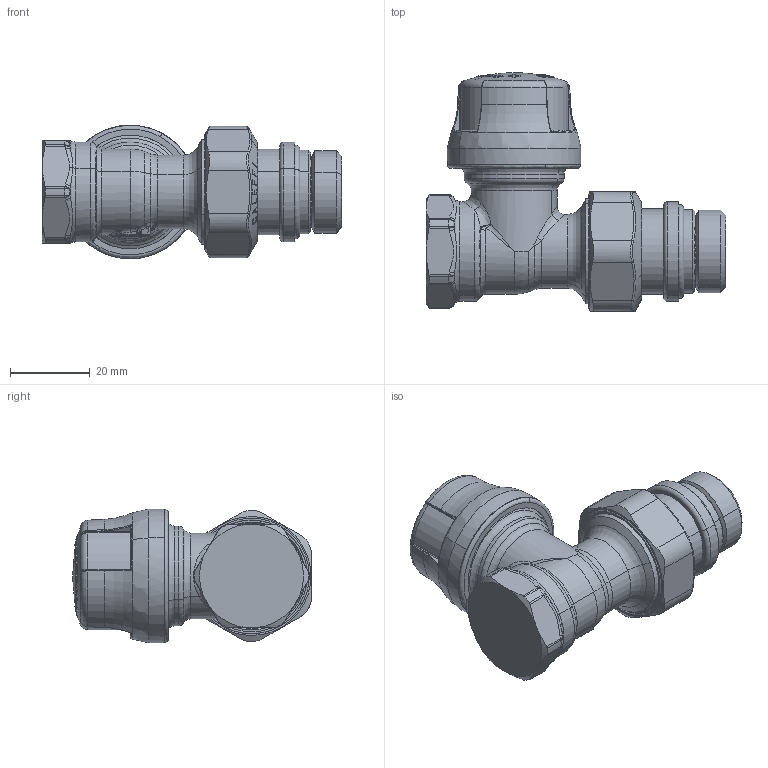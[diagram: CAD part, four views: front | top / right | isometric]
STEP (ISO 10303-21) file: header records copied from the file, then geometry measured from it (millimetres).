
FILE_DESCRIPTION(('CATIA V5 STEP Exchange','CAx-IF Rec.Pracs.--- Model Styling and Organization---1.4--- 2014-01-23','CAx-IF Rec.Pracs.---3D Tessellated Data Validation Properties---0.5---2014-09-14'),'2;1');
FILE_NAME('STEP_231402_-_TST.stp','2020-11-02T13:15:01+00:00',('none'),('none'),'CATIA Version 5-6 Release 2019 SP3','CATIA V5 STEP AP242 v1','none');
FILE_SCHEMA(('AP242_MANAGED_MODEL_BASED_3D_ENGINEERING_MIM_LF {1 0 10303 442 1 1 4}'));
Products named in the file (1): 231402 - TST
Bounding box: 75 x 59.8 x 33.5 mm (x, y, z)
Volume: 48526.7 mm3; surface area: 17034.9 mm2
Topology: 2 solids, 4 shells, 1126 faces, 2783 edges, 1634 vertices
Faces by surface type: plane 470, cylinder 235, bspline 230, torus 80, cone 63, sphere 48
Entity records: 42411 total; most frequent: CARTESIAN_POINT 19810, ORIENTED_EDGE 5448, EDGE_CURVE 2724, DIRECTION 2611, VERTEX_POINT 1634, B_SPLINE_CURVE_WITH_KNOTS 1239, EDGE_LOOP 1158, AXIS2_PLACEMENT_3D 1149
